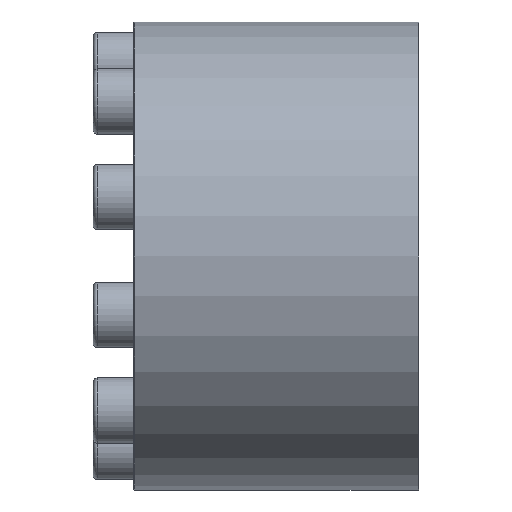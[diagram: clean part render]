
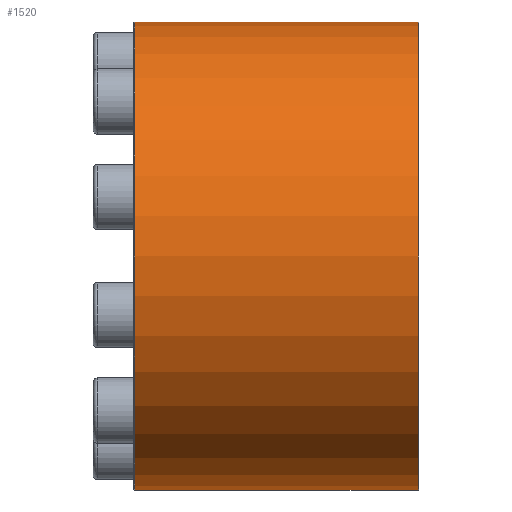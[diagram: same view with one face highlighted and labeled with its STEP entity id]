
A CAD part, front view. The second image highlights one B-rep face of the part: STEP entity #1520.
In plain terms, the highlighted cylindrical face has radius 57.5 mm (diameter 115 mm), a partial arc.
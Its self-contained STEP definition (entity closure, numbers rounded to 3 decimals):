
#28=CYLINDRICAL_SURFACE('',#1767,57.5);
#141=CIRCLE('',#1766,57.5);
#142=CIRCLE('',#1768,57.5);
#288=ORIENTED_EDGE('',*,*,#635,.F.);
#289=ORIENTED_EDGE('',*,*,#636,.T.);
#290=ORIENTED_EDGE('',*,*,#637,.T.);
#291=ORIENTED_EDGE('',*,*,#633,.F.);
#633=EDGE_CURVE('',#803,#804,#141,.T.);
#635=EDGE_CURVE('',#805,#803,#930,.T.);
#636=EDGE_CURVE('',#805,#806,#142,.T.);
#637=EDGE_CURVE('',#806,#804,#931,.T.);
#803=VERTEX_POINT('',#2598);
#804=VERTEX_POINT('',#2600);
#805=VERTEX_POINT('',#2607);
#806=VERTEX_POINT('',#2609);
#930=LINE('',#2606,#972);
#931=LINE('',#2610,#973);
#972=VECTOR('',#2059,1000.);
#973=VECTOR('',#2062,1000.);
#1032=EDGE_LOOP('',(#288,#289,#290,#291));
#1274=FACE_BOUND('',#1032,.T.);
#1520=ADVANCED_FACE('',(#1274),#28,.T.);
#1766=AXIS2_PLACEMENT_3D('',#2599,#2055,#2056);
#1767=AXIS2_PLACEMENT_3D('',#2605,#2057,#2058);
#1768=AXIS2_PLACEMENT_3D('',#2608,#2060,#2061);
#2055=DIRECTION('',(1.,0.,0.));
#2056=DIRECTION('',(0.,0.,-1.));
#2057=DIRECTION('',(1.,0.,0.));
#2058=DIRECTION('',(0.,0.,-1.));
#2059=DIRECTION('',(1.,0.,0.));
#2060=DIRECTION('',(1.,0.,0.));
#2061=DIRECTION('',(0.,0.,-1.));
#2062=DIRECTION('',(1.,0.,0.));
#2598=CARTESIAN_POINT('',(34.84,57.488,1.15));
#2599=CARTESIAN_POINT('',(34.84,0.,0.));
#2600=CARTESIAN_POINT('',(34.84,57.488,-1.15));
#2605=CARTESIAN_POINT('',(7.,0.,0.));
#2606=CARTESIAN_POINT('',(7.,57.488,1.15));
#2607=CARTESIAN_POINT('',(-34.84,57.488,1.15));
#2608=CARTESIAN_POINT('',(-34.84,0.,0.));
#2609=CARTESIAN_POINT('',(-34.84,57.488,-1.15));
#2610=CARTESIAN_POINT('',(7.,57.488,-1.15));
